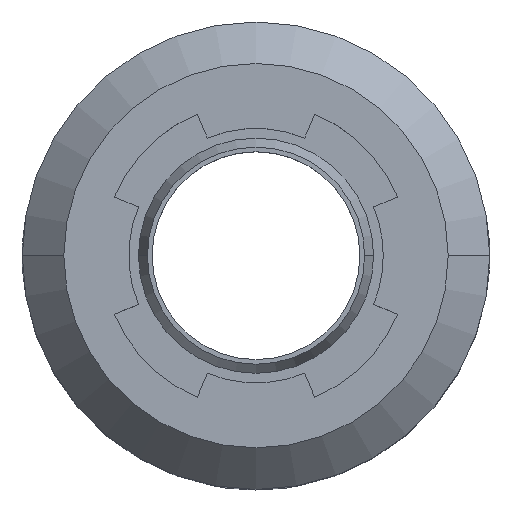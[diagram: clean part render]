
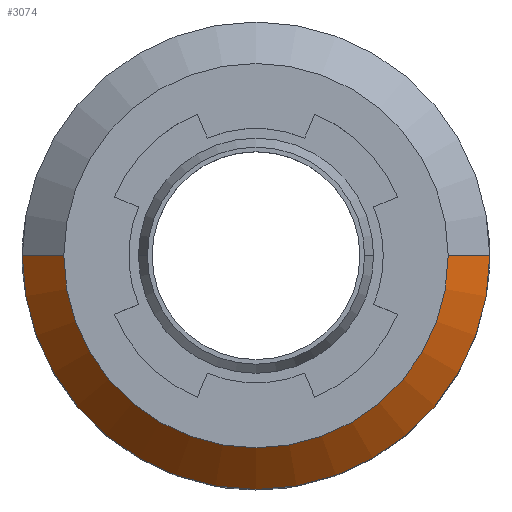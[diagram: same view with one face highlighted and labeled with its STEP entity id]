
A CAD part, top view. The second image highlights one B-rep face of the part: STEP entity #3074.
In plain terms, the highlighted conical face has half-angle 45 degrees and reference radius 18.5 mm.
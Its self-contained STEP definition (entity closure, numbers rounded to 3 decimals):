
#131 = DIRECTION ( 'NONE',  ( 1., 0., 0. ) ) ;
#132 = CIRCLE ( 'NONE', #141, 18.5 ) ;
#139 = DIRECTION ( 'NONE',  ( 0., 0., 1. ) ) ;
#140 = CARTESIAN_POINT ( 'NONE',  ( 0., 0., 32. ) ) ;
#141 = AXIS2_PLACEMENT_3D ( 'NONE', #140, #139, #131 ) ;
#175 = DIRECTION ( 'NONE',  ( 1., 0., 0. ) ) ;
#176 = DIRECTION ( 'NONE',  ( 0., 0., -1. ) ) ;
#177 = CARTESIAN_POINT ( 'NONE',  ( 0., 0., 28. ) ) ;
#178 = AXIS2_PLACEMENT_3D ( 'NONE', #177, #176, #175 ) ;
#179 = CIRCLE ( 'NONE', #178, 22.5 ) ;
#283 = CONICAL_SURFACE ( 'NONE', #310, 18.5, 0.785 ) ;
#310 = AXIS2_PLACEMENT_3D ( 'NONE', #367, #366, #365 ) ;
#311 = FACE_OUTER_BOUND ( 'NONE', #3083, .T. ) ;
#365 = DIRECTION ( 'NONE',  ( -1., 0., 0. ) ) ;
#366 = DIRECTION ( 'NONE',  ( 0., 0., -1. ) ) ;
#367 = CARTESIAN_POINT ( 'NONE',  ( 0., 0., 32. ) ) ;
#767 = CARTESIAN_POINT ( 'NONE',  ( 18.5, 0., 32. ) ) ;
#768 = LINE ( 'NONE', #767, #795 ) ;
#782 = CARTESIAN_POINT ( 'NONE',  ( 18.5, 0., 32. ) ) ;
#783 = CARTESIAN_POINT ( 'NONE',  ( 22.5, 0., 28. ) ) ;
#784 = CARTESIAN_POINT ( 'NONE',  ( -18.5, 0., 32. ) ) ;
#788 = DIRECTION ( 'NONE',  ( -0.707, 0., -0.707 ) ) ;
#789 = VECTOR ( 'NONE', #788, 1000. ) ;
#790 = CARTESIAN_POINT ( 'NONE',  ( -18.5, 0., 32. ) ) ;
#791 = LINE ( 'NONE', #790, #789 ) ;
#793 = CARTESIAN_POINT ( 'NONE',  ( -22.5, 0., 28. ) ) ;
#794 = DIRECTION ( 'NONE',  ( 0.707, 0., -0.707 ) ) ;
#795 = VECTOR ( 'NONE', #794, 1000. ) ;
#2267 = EDGE_CURVE ( 'NONE', #2274, #2273, #768, .T. ) ;
#2269 = VERTEX_POINT ( 'NONE', #793 ) ;
#2272 = VERTEX_POINT ( 'NONE', #784 ) ;
#2273 = VERTEX_POINT ( 'NONE', #783 ) ;
#2274 = VERTEX_POINT ( 'NONE', #782 ) ;
#2276 = EDGE_CURVE ( 'NONE', #2272, #2269, #791, .T. ) ;
#2998 = EDGE_CURVE ( 'NONE', #2272, #2274, #132, .T. ) ;
#3044 = EDGE_CURVE ( 'NONE', #2273, #2269, #179, .T. ) ;
#3073 = ORIENTED_EDGE ( 'NONE', *, *, #2998, .F. ) ;
#3074 = ADVANCED_FACE ( 'NONE', ( #311 ), #283, .T. ) ;
#3078 = ORIENTED_EDGE ( 'NONE', *, *, #2267, .F. ) ;
#3083 = EDGE_LOOP ( 'NONE', ( #3078, #3073, #3088, #3089 ) ) ;
#3088 = ORIENTED_EDGE ( 'NONE', *, *, #2276, .T. ) ;
#3089 = ORIENTED_EDGE ( 'NONE', *, *, #3044, .F. ) ;
